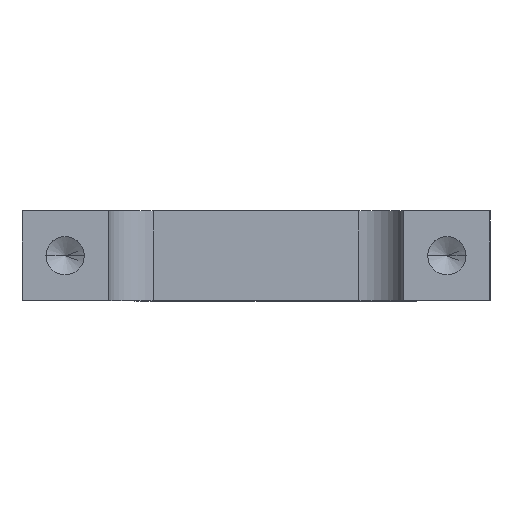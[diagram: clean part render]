
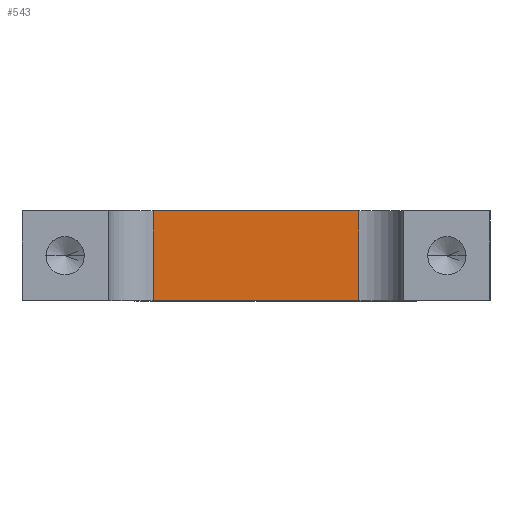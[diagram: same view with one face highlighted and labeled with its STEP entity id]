
A CAD part, top view. The second image highlights one B-rep face of the part: STEP entity #543.
In plain terms, the highlighted planar face has unit normal (0, 0, 1).
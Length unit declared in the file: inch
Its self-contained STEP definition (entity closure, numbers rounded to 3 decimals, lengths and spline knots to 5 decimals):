
#95 = VECTOR ( 'NONE', #1492, 39.37008 ) ;
#280 = ORIENTED_EDGE ( 'NONE', *, *, #998, .T. ) ;
#363 = EDGE_CURVE ( 'NONE', #447, #410, #594, .T. ) ;
#410 = VERTEX_POINT ( 'NONE', #1548 ) ;
#429 = EDGE_LOOP ( 'NONE', ( #280, #1219, #632, #1253 ) ) ;
#447 = VERTEX_POINT ( 'NONE', #1443 ) ;
#484 = CARTESIAN_POINT ( 'NONE',  ( -0.4106, 0., 0.55 ) ) ;
#507 = DIRECTION ( 'NONE',  ( 1., 0., 0. ) ) ;
#526 = DIRECTION ( 'NONE',  ( -1., 0., 0. ) ) ;
#543 = ADVANCED_FACE ( 'NONE', ( #643 ), #789, .F. ) ;
#594 = LINE ( 'NONE', #1539, #630 ) ;
#630 = VECTOR ( 'NONE', #1469, 39.37008 ) ;
#631 = DIRECTION ( 'NONE',  ( 0., 0., -1. ) ) ;
#632 = ORIENTED_EDGE ( 'NONE', *, *, #363, .F. ) ;
#643 = FACE_OUTER_BOUND ( 'NONE', #429, .T. ) ;
#671 = CARTESIAN_POINT ( 'NONE',  ( -0.2856, 0., 0.55 ) ) ;
#789 = PLANE ( 'NONE',  #1218 ) ;
#826 = DIRECTION ( 'NONE',  ( 0., 1., 0. ) ) ;
#868 = EDGE_CURVE ( 'NONE', #447, #1493, #1350, .T. ) ;
#876 = CARTESIAN_POINT ( 'NONE',  ( -0.4106, 0.25, 0.55 ) ) ;
#998 = EDGE_CURVE ( 'NONE', #1493, #1293, #1025, .T. ) ;
#1025 = LINE ( 'NONE', #484, #1333 ) ;
#1088 = CARTESIAN_POINT ( 'NONE',  ( 0.2856, 0., 0.55 ) ) ;
#1139 = LINE ( 'NONE', #1572, #1177 ) ;
#1177 = VECTOR ( 'NONE', #826, 39.37008 ) ;
#1185 = EDGE_CURVE ( 'NONE', #1293, #410, #1139, .T. ) ;
#1218 = AXIS2_PLACEMENT_3D ( 'NONE', #876, #631, #526 ) ;
#1219 = ORIENTED_EDGE ( 'NONE', *, *, #1185, .T. ) ;
#1253 = ORIENTED_EDGE ( 'NONE', *, *, #868, .T. ) ;
#1293 = VERTEX_POINT ( 'NONE', #1088 ) ;
#1333 = VECTOR ( 'NONE', #507, 39.37008 ) ;
#1350 = LINE ( 'NONE', #1517, #95 ) ;
#1443 = CARTESIAN_POINT ( 'NONE',  ( -0.2856, 0.25, 0.55 ) ) ;
#1469 = DIRECTION ( 'NONE',  ( 1., 0., 0. ) ) ;
#1492 = DIRECTION ( 'NONE',  ( 0., -1., 0. ) ) ;
#1493 = VERTEX_POINT ( 'NONE', #671 ) ;
#1517 = CARTESIAN_POINT ( 'NONE',  ( -0.2856, 0., 0.55 ) ) ;
#1539 = CARTESIAN_POINT ( 'NONE',  ( -0.4106, 0.25, 0.55 ) ) ;
#1548 = CARTESIAN_POINT ( 'NONE',  ( 0.2856, 0.25, 0.55 ) ) ;
#1572 = CARTESIAN_POINT ( 'NONE',  ( 0.2856, 0.25, 0.55 ) ) ;
